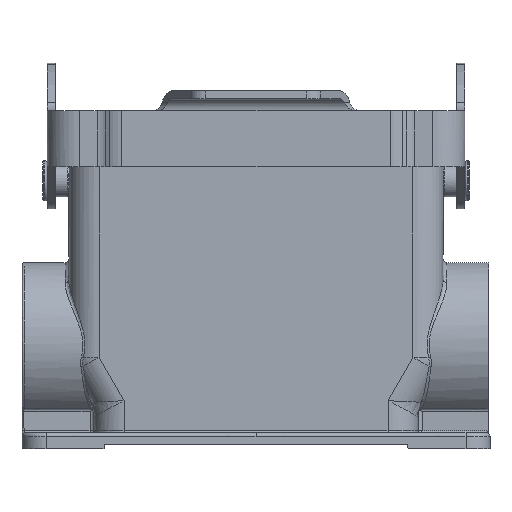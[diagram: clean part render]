
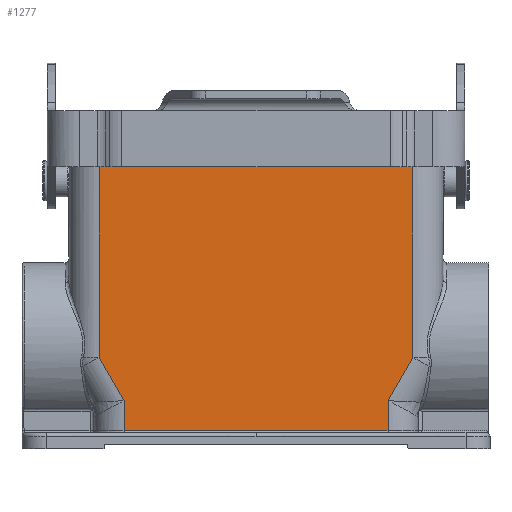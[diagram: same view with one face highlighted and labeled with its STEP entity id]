
A CAD part, front view. The second image highlights one B-rep face of the part: STEP entity #1277.
In plain terms, the highlighted planar face has unit normal (0, -1, 0).
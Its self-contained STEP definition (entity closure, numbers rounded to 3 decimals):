
#851=FACE_OUTER_BOUND('',#2119,.T.);
#1277=ADVANCED_FACE('',(#851),#1614,.T.);
#1614=PLANE('',#8340);
#2119=EDGE_LOOP('',(#4402,#4403,#4404,#4405,#4406,#4407,#4408,#4409,#4410,
#4411,#4412,#4413,#4414));
#2463=LINE('',#10863,#2963);
#2465=LINE('',#10870,#2965);
#2691=LINE('',#13983,#3191);
#2692=LINE('',#14049,#3192);
#2694=LINE('',#14179,#3194);
#2695=LINE('',#14181,#3195);
#2696=LINE('',#14183,#3196);
#2697=LINE('',#14185,#3197);
#2698=LINE('',#14187,#3198);
#2699=LINE('',#14189,#3199);
#2700=LINE('',#14190,#3200);
#2701=LINE('',#14192,#3201);
#2702=LINE('',#14194,#3202);
#2963=VECTOR('',#8788,1.);
#2965=VECTOR('',#8794,1.);
#3191=VECTOR('',#9708,1.);
#3192=VECTOR('',#9711,1.);
#3194=VECTOR('',#9717,1.);
#3195=VECTOR('',#9720,1.);
#3196=VECTOR('',#9721,1.);
#3197=VECTOR('',#9722,1.);
#3198=VECTOR('',#9723,1.);
#3199=VECTOR('',#9724,1.);
#3200=VECTOR('',#9725,1.);
#3201=VECTOR('',#9726,1.);
#3202=VECTOR('',#9727,1.);
#4402=ORIENTED_EDGE('',*,*,#7001,.T.);
#4403=ORIENTED_EDGE('',*,*,#7000,.T.);
#4404=ORIENTED_EDGE('',*,*,#6992,.T.);
#4405=ORIENTED_EDGE('',*,*,#6987,.T.);
#4406=ORIENTED_EDGE('',*,*,#6465,.T.);
#4407=ORIENTED_EDGE('',*,*,#7002,.F.);
#4408=ORIENTED_EDGE('',*,*,#7003,.T.);
#4409=ORIENTED_EDGE('',*,*,#7004,.F.);
#4410=ORIENTED_EDGE('',*,*,#7005,.F.);
#4411=ORIENTED_EDGE('',*,*,#6462,.T.);
#4412=ORIENTED_EDGE('',*,*,#7006,.T.);
#4413=ORIENTED_EDGE('',*,*,#7007,.T.);
#4414=ORIENTED_EDGE('',*,*,#7008,.T.);
#5724=VERTEX_POINT('',#10850);
#5730=VERTEX_POINT('',#10862);
#5733=VERTEX_POINT('',#10869);
#5734=VERTEX_POINT('',#10871);
#6083=VERTEX_POINT('',#13984);
#6086=VERTEX_POINT('',#14050);
#6090=VERTEX_POINT('',#14176);
#6092=VERTEX_POINT('',#14182);
#6093=VERTEX_POINT('',#14184);
#6094=VERTEX_POINT('',#14186);
#6095=VERTEX_POINT('',#14188);
#6096=VERTEX_POINT('',#14191);
#6097=VERTEX_POINT('',#14193);
#6462=EDGE_CURVE('',#5724,#5730,#2463,.T.);
#6465=EDGE_CURVE('',#5734,#5733,#2465,.T.);
#6987=EDGE_CURVE('',#6083,#5734,#2691,.T.);
#6992=EDGE_CURVE('',#6086,#6083,#2692,.T.);
#7000=EDGE_CURVE('',#6090,#6086,#2694,.T.);
#7001=EDGE_CURVE('',#6092,#6090,#2695,.T.);
#7002=EDGE_CURVE('',#6093,#5733,#2696,.T.);
#7003=EDGE_CURVE('',#6093,#6094,#2697,.T.);
#7004=EDGE_CURVE('',#6095,#6094,#2698,.T.);
#7005=EDGE_CURVE('',#5724,#6095,#2699,.T.);
#7006=EDGE_CURVE('',#5730,#6096,#2700,.T.);
#7007=EDGE_CURVE('',#6096,#6097,#2701,.T.);
#7008=EDGE_CURVE('',#6097,#6092,#2702,.T.);
#8340=AXIS2_PLACEMENT_3D('',#14195,#9728,#9729);
#8788=DIRECTION('',(-1.,0.,0.));
#8794=DIRECTION('',(-1.,0.,0.));
#9708=DIRECTION('',(0.,0.,1.));
#9711=DIRECTION('',(0.5,0.,0.866));
#9717=DIRECTION('',(0.,0.,1.));
#9720=DIRECTION('',(1.,0.,0.));
#9721=DIRECTION('',(0.,0.,-1.));
#9722=DIRECTION('',(-1.,0.,0.));
#9723=DIRECTION('',(1.,0.,0.));
#9724=DIRECTION('',(0.,0.,1.));
#9725=DIRECTION('',(0.,0.,-1.));
#9726=DIRECTION('',(0.5,0.,-0.866));
#9727=DIRECTION('',(0.,0.,-1.));
#9728=DIRECTION('',(0.,-1.,0.));
#9729=DIRECTION('',(0.,0.,1.));
#10850=CARTESIAN_POINT('',(-39.05,-21.5,74.));
#10862=CARTESIAN_POINT('',(-39.25,-21.5,74.));
#10863=CARTESIAN_POINT('',(39.25,-21.5,74.));
#10869=CARTESIAN_POINT('',(39.05,-21.5,74.));
#10870=CARTESIAN_POINT('',(39.25,-21.5,74.));
#10871=CARTESIAN_POINT('',(39.25,-21.5,74.));
#13983=CARTESIAN_POINT('',(39.25,-21.5,25.835));
#13984=CARTESIAN_POINT('',(39.25,-21.5,25.835));
#14049=CARTESIAN_POINT('',(33.,-21.5,15.01));
#14050=CARTESIAN_POINT('',(33.,-21.5,15.01));
#14176=CARTESIAN_POINT('',(33.,-21.5,7.5));
#14179=CARTESIAN_POINT('',(33.,-21.5,7.5));
#14181=CARTESIAN_POINT('',(-33.,-21.5,7.5));
#14182=CARTESIAN_POINT('',(-33.,-21.5,7.5));
#14183=CARTESIAN_POINT('',(39.05,-21.5,77.6));
#14184=CARTESIAN_POINT('',(39.05,-21.5,77.6));
#14185=CARTESIAN_POINT('',(39.05,-21.5,77.6));
#14186=CARTESIAN_POINT('',(0.,-21.5,77.6));
#14187=CARTESIAN_POINT('',(-39.05,-21.5,77.6));
#14188=CARTESIAN_POINT('',(-39.05,-21.5,77.6));
#14189=CARTESIAN_POINT('',(-39.05,-21.5,74.));
#14190=CARTESIAN_POINT('',(-39.25,-21.5,74.));
#14191=CARTESIAN_POINT('',(-39.25,-21.5,25.835));
#14192=CARTESIAN_POINT('',(-39.25,-21.5,25.835));
#14193=CARTESIAN_POINT('',(-33.,-21.5,15.01));
#14194=CARTESIAN_POINT('',(-33.,-21.5,15.01));
#14195=CARTESIAN_POINT('',(40.35,-21.5,5.9));
